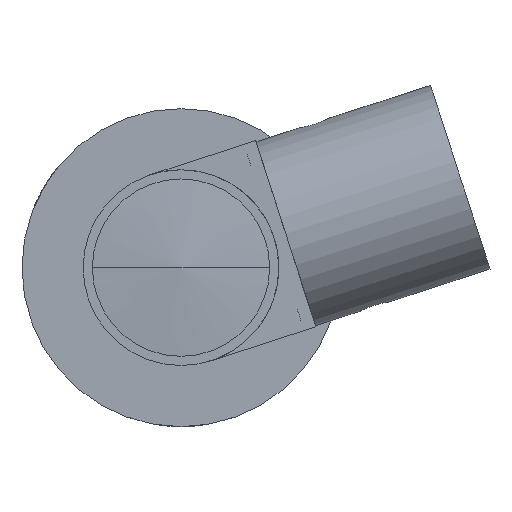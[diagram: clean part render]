
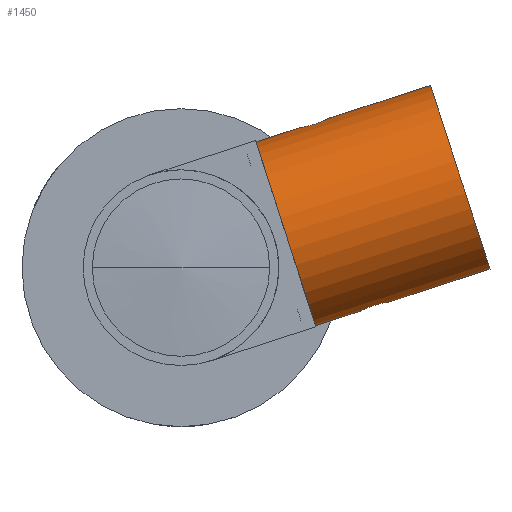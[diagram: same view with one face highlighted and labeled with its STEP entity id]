
A CAD part, left-side view. The second image highlights one B-rep face of the part: STEP entity #1450.
In plain terms, the highlighted cylindrical face has radius 7.9 mm (diameter 15.8 mm), a partial arc.
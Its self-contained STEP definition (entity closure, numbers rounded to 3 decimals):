
#9 = ORIENTED_EDGE ( 'NONE', *, *, #2015, .F. ) ;
#84 = CARTESIAN_POINT ( 'NONE',  ( 53.85, -15.879, -3.062 ) ) ;
#156 = CARTESIAN_POINT ( 'NONE',  ( 54.47, -9.857, 11.467 ) ) ;
#218 = ORIENTED_EDGE ( 'NONE', *, *, #773, .F. ) ;
#277 = EDGE_CURVE ( 'NONE', #1441, #304, #2612, .T. ) ;
#280 = DIRECTION ( 'NONE',  ( 0., -0.308, -0.951 ) ) ;
#294 = CARTESIAN_POINT ( 'NONE',  ( 53.85, -15.564, -3.163 ) ) ;
#303 = EDGE_LOOP ( 'NONE', ( #218, #1181, #902, #2642, #977, #1842, #9, #1738 ) ) ;
#304 = VERTEX_POINT ( 'NONE', #481 ) ;
#344 = CARTESIAN_POINT ( 'NONE',  ( 55.1, -14.563, -3.592 ) ) ;
#379 = CARTESIAN_POINT ( 'NONE',  ( 54.772, -9.732, 11.446 ) ) ;
#402 = CARTESIAN_POINT ( 'NONE',  ( 54.008, -11.511, 11.948 ) ) ;
#426 = CARTESIAN_POINT ( 'NONE',  ( 55.1, -6.131, 10.287 ) ) ;
#452 = VECTOR ( 'NONE', #629, 1000. ) ;
#467 = CARTESIAN_POINT ( 'NONE',  ( 55.1, -6.131, 10.287 ) ) ;
#481 = CARTESIAN_POINT ( 'NONE',  ( 55.1, -25.266, -0.129 ) ) ;
#504 = CARTESIAN_POINT ( 'NONE',  ( 55.1, -8.563, 2.77 ) ) ;
#529 = CARTESIAN_POINT ( 'NONE',  ( 55.1, -10.995, -4.746 ) ) ;
#537 = DIRECTION ( 'NONE',  ( 0., -0.308, -0.951 ) ) ;
#545 = DIRECTION ( 'NONE',  ( 0., -0.308, -0.951 ) ) ;
#564 = CARTESIAN_POINT ( 'NONE',  ( 54.008, -15.129, -3.329 ) ) ;
#568 = EDGE_CURVE ( 'NONE', #2176, #304, #2780, .T. ) ;
#571 = AXIS2_PLACEMENT_3D ( 'NONE', #504, #1171, #537 ) ;
#582 = CARTESIAN_POINT ( 'NONE',  ( 54.47, -14.706, -3.521 ) ) ;
#586 = CARTESIAN_POINT ( 'NONE',  ( 53.85, -10.762, 11.68 ) ) ;
#592 = LINE ( 'NONE', #2532, #1679 ) ;
#627 = CARTESIAN_POINT ( 'NONE',  ( 54.331, -9.949, 11.483 ) ) ;
#629 = DIRECTION ( 'NONE',  ( 0., -0.951, 0.308 ) ) ;
#680 = VECTOR ( 'NONE', #2711, 1000. ) ;
#721 = CARTESIAN_POINT ( 'NONE',  ( 55.1, -8.563, 2.77 ) ) ;
#740 = EDGE_CURVE ( 'NONE', #1301, #1484, #1103, .T. ) ;
#750 = CARTESIAN_POINT ( 'NONE',  ( 55.1, -16.941, -2.822 ) ) ;
#773 = EDGE_CURVE ( 'NONE', #1301, #1927, #592, .T. ) ;
#822 = CARTESIAN_POINT ( 'NONE',  ( 53.883, -11.229, 11.837 ) ) ;
#849 = CARTESIAN_POINT ( 'NONE',  ( 55.1, -10.995, -4.746 ) ) ;
#902 = ORIENTED_EDGE ( 'NONE', *, *, #1081, .T. ) ;
#916 = VERTEX_POINT ( 'NONE', #1391 ) ;
#950 = CARTESIAN_POINT ( 'NONE',  ( 54.772, -16.909, -2.827 ) ) ;
#952 = EDGE_CURVE ( 'NONE', #2176, #916, #2076, .T. ) ;
#956 = CARTESIAN_POINT ( 'NONE',  ( 54.101, -16.464, -2.911 ) ) ;
#977 = ORIENTED_EDGE ( 'NONE', *, *, #568, .T. ) ;
#986 = CARTESIAN_POINT ( 'NONE',  ( 54.77, -14.593, -3.577 ) ) ;
#1043 = CARTESIAN_POINT ( 'NONE',  ( 54.77, -12.048, 12.195 ) ) ;
#1081 = EDGE_CURVE ( 'NONE', #1484, #916, #2095, .T. ) ;
#1103 = CIRCLE ( 'NONE', #571, 7.9 ) ;
#1171 = DIRECTION ( 'NONE',  ( 0., -0.951, 0.308 ) ) ;
#1176 = CARTESIAN_POINT ( 'NONE',  ( 53.883, -16.037, -3.016 ) ) ;
#1181 = ORIENTED_EDGE ( 'NONE', *, *, #740, .T. ) ;
#1245 = CARTESIAN_POINT ( 'NONE',  ( 53.883, -10.604, 11.635 ) ) ;
#1301 = VERTEX_POINT ( 'NONE', #426 ) ;
#1391 = CARTESIAN_POINT ( 'NONE',  ( 55.1, -14.563, -3.592 ) ) ;
#1410 = DIRECTION ( 'NONE',  ( 0., -0.951, 0.308 ) ) ;
#1441 = VERTEX_POINT ( 'NONE', #2241 ) ;
#1450 = ADVANCED_FACE ( 'NONE', ( #1821 ), #1889, .T. ) ;
#1484 = VERTEX_POINT ( 'NONE', #529 ) ;
#1502 = CARTESIAN_POINT ( 'NONE',  ( 55.1, -12.078, 12.21 ) ) ;
#1504 = DIRECTION ( 'NONE',  ( 0., -0.951, 0.308 ) ) ;
#1517 = VECTOR ( 'NONE', #1504, 1000. ) ;
#1533 = CARTESIAN_POINT ( 'NONE',  ( 55.1, -9.699, 11.441 ) ) ;
#1567 = DIRECTION ( 'NONE',  ( 0., -0.951, 0.308 ) ) ;
#1611 = VERTEX_POINT ( 'NONE', #1698 ) ;
#1653 = CARTESIAN_POINT ( 'NONE',  ( 54.331, -14.79, -3.48 ) ) ;
#1679 = VECTOR ( 'NONE', #2283, 1000. ) ;
#1698 = CARTESIAN_POINT ( 'NONE',  ( 55.1, -12.078, 12.21 ) ) ;
#1738 = ORIENTED_EDGE ( 'NONE', *, *, #2455, .F. ) ;
#1821 = FACE_OUTER_BOUND ( 'NONE', #303, .T. ) ;
#1830 = CARTESIAN_POINT ( 'NONE',  ( 53.883, -15.411, -3.219 ) ) ;
#1842 = ORIENTED_EDGE ( 'NONE', *, *, #277, .F. ) ;
#1889 = CYLINDRICAL_SURFACE ( 'NONE', #2090, 7.9 ) ;
#1895 = CARTESIAN_POINT ( 'NONE',  ( 53.85, -11.077, 11.782 ) ) ;
#1905 = CARTESIAN_POINT ( 'NONE',  ( 54.935, -9.699, 11.441 ) ) ;
#1926 = CARTESIAN_POINT ( 'NONE',  ( 55.1, -9.699, 11.441 ) ) ;
#1927 = VERTEX_POINT ( 'NONE', #1533 ) ;
#1939 = CARTESIAN_POINT ( 'NONE',  ( 54.47, -11.935, 12.139 ) ) ;
#1972 = LINE ( 'NONE', #467, #680 ) ;
#2015 = EDGE_CURVE ( 'NONE', #1611, #1441, #1972, .T. ) ;
#2047 = CARTESIAN_POINT ( 'NONE',  ( 54.935, -16.941, -2.822 ) ) ;
#2076 = B_SPLINE_CURVE_WITH_KNOTS ( 'NONE', 3,
 ( #750, #2047, #950, #2500, #2271, #956, #2509, #1176, #84, #294, #1830, #564, #2553, #1653, #582, #986, #2344, #344 ),
 .UNSPECIFIED., .F., .F.,
 ( 4, 2, 2, 2, 2, 2, 2, 2, 4 ),
 ( -0.002, -0.001, -0.001, 0., 0., 0., 0.001, 0.001, 0.002 ),
 .UNSPECIFIED. ) ;
#2090 = AXIS2_PLACEMENT_3D ( 'NONE', #721, #1410, #545 ) ;
#2095 = LINE ( 'NONE', #2184, #1517 ) ;
#2176 = VERTEX_POINT ( 'NONE', #2303 ) ;
#2184 = CARTESIAN_POINT ( 'NONE',  ( 55.1, -10.995, -4.746 ) ) ;
#2241 = CARTESIAN_POINT ( 'NONE',  ( 55.1, -20.403, 14.904 ) ) ;
#2257 = CARTESIAN_POINT ( 'NONE',  ( 55.1, -22.835, 7.387 ) ) ;
#2271 = CARTESIAN_POINT ( 'NONE',  ( 54.331, -16.691, -2.865 ) ) ;
#2283 = DIRECTION ( 'NONE',  ( 0., -0.951, 0.308 ) ) ;
#2303 = CARTESIAN_POINT ( 'NONE',  ( 55.1, -16.941, -2.822 ) ) ;
#2344 = CARTESIAN_POINT ( 'NONE',  ( 54.935, -14.563, -3.592 ) ) ;
#2355 = CARTESIAN_POINT ( 'NONE',  ( 54.935, -12.078, 12.21 ) ) ;
#2369 = CARTESIAN_POINT ( 'NONE',  ( 54.331, -11.85, 12.098 ) ) ;
#2379 = CARTESIAN_POINT ( 'NONE',  ( 54.101, -11.639, 12.003 ) ) ;
#2405 = CARTESIAN_POINT ( 'NONE',  ( 54.101, -10.176, 11.529 ) ) ;
#2455 = EDGE_CURVE ( 'NONE', #1927, #1611, #2809, .T. ) ;
#2500 = CARTESIAN_POINT ( 'NONE',  ( 54.47, -16.784, -2.849 ) ) ;
#2509 = CARTESIAN_POINT ( 'NONE',  ( 54.008, -16.328, -2.941 ) ) ;
#2532 = CARTESIAN_POINT ( 'NONE',  ( 55.1, -6.131, 10.287 ) ) ;
#2553 = CARTESIAN_POINT ( 'NONE',  ( 54.101, -15.001, -3.384 ) ) ;
#2580 = AXIS2_PLACEMENT_3D ( 'NONE', #2257, #1567, #280 ) ;
#2612 = CIRCLE ( 'NONE', #2580, 7.9 ) ;
#2621 = CARTESIAN_POINT ( 'NONE',  ( 54.008, -10.312, 11.56 ) ) ;
#2642 = ORIENTED_EDGE ( 'NONE', *, *, #952, .F. ) ;
#2711 = DIRECTION ( 'NONE',  ( 0., -0.951, 0.308 ) ) ;
#2780 = LINE ( 'NONE', #849, #452 ) ;
#2809 = B_SPLINE_CURVE_WITH_KNOTS ( 'NONE', 3,
 ( #1926, #1905, #379, #156, #627, #2405, #2621, #1245, #586, #1895, #822, #402, #2379, #2369, #1939, #1043, #2355, #1502 ),
 .UNSPECIFIED., .F., .F.,
 ( 4, 2, 2, 2, 2, 2, 2, 2, 4 ),
 ( -0.002, -0.001, -0.001, 0., 0., 0., 0.001, 0.001, 0.002 ),
 .UNSPECIFIED. ) ;
